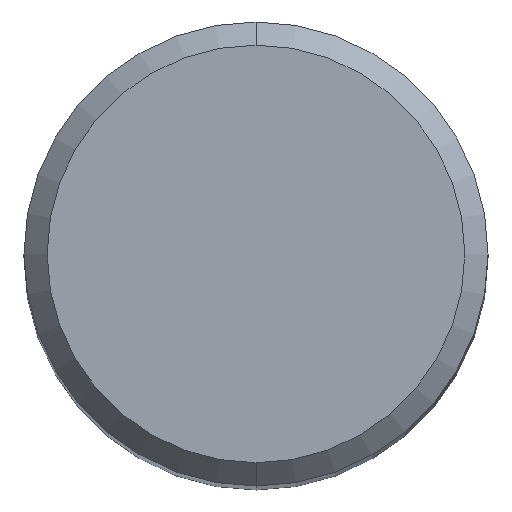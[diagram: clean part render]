
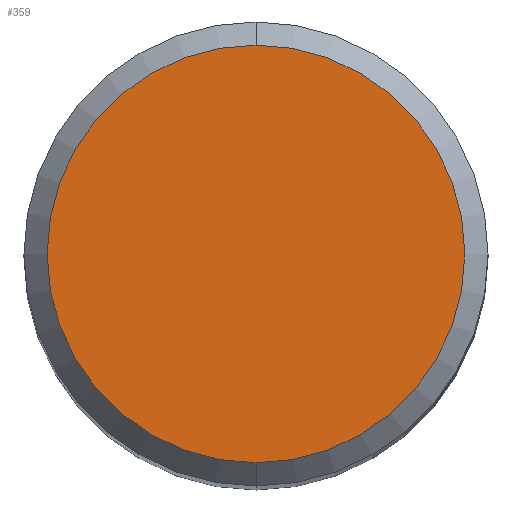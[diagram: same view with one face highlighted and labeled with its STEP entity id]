
A CAD part, top view. The second image highlights one B-rep face of the part: STEP entity #359.
In plain terms, the highlighted planar face has unit normal (0, 0, 1).
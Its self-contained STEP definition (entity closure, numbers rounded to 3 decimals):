
#187=VERTEX_POINT('',#479);
#221=EDGE_CURVE('',#383,#187,#516,.T.);
#269=EDGE_CURVE('',#187,#383,#572,.T.);
#359=ADVANCED_FACE('',(#673),#674,.T.);
#383=VERTEX_POINT('',#699);
#479=CARTESIAN_POINT('',(0.,-5.4,58.701));
#516=CIRCLE('',#913,5.4);
#572=CIRCLE('',#984,5.4);
#673=FACE_OUTER_BOUND('',#1249,.T.);
#674=PLANE('',#1250);
#699=CARTESIAN_POINT('',(0.0,5.4,58.701));
#913=AXIS2_PLACEMENT_3D('',#1465,#1466,#1467);
#984=AXIS2_PLACEMENT_3D('',#1550,#1551,#1552);
#1249=EDGE_LOOP('',(#1685,#1686));
#1250=AXIS2_PLACEMENT_3D('',#1687,#1688,#1689);
#1465=CARTESIAN_POINT('',(0.0,0.0,58.701));
#1466=DIRECTION('',(0.0,0.0,-1.0));
#1467=DIRECTION('',(0.0,1.0,0.0));
#1550=CARTESIAN_POINT('',(0.0,0.0,58.701));
#1551=DIRECTION('',(0.0,0.0,-1.0));
#1552=DIRECTION('',(0.0,1.0,0.0));
#1685=ORIENTED_EDGE('',*,*,#221,.F.);
#1686=ORIENTED_EDGE('',*,*,#269,.F.);
#1687=CARTESIAN_POINT('',(0.0,2.7,58.701));
#1688=DIRECTION('',(-0.0,0.0,1.0));
#1689=DIRECTION('',(0.0,-1.0,0.0));
